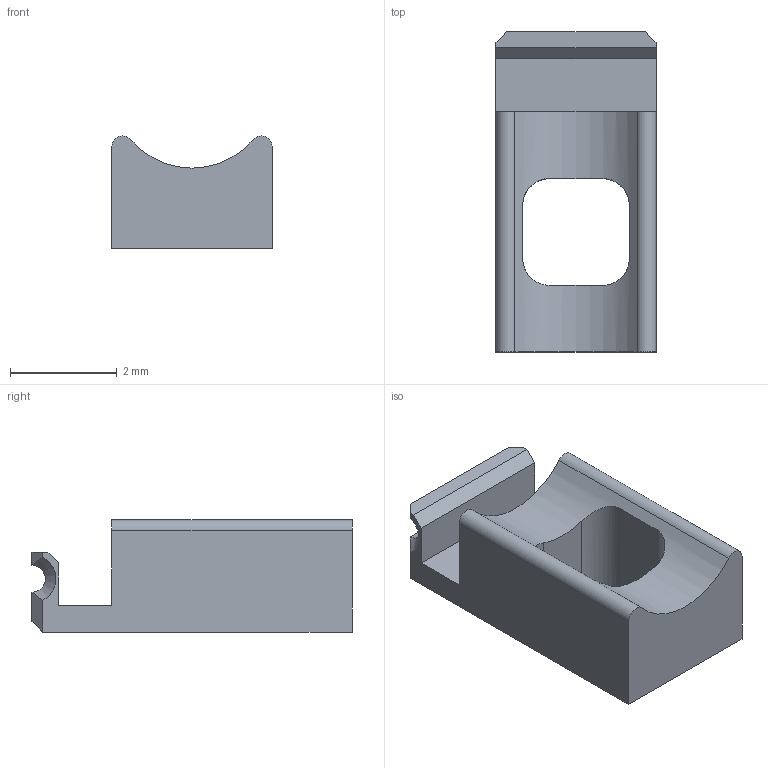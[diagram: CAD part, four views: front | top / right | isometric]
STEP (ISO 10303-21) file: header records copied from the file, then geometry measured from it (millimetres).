
FILE_DESCRIPTION(/* description */ (''),/* implementation_level */ '2;1');
FILE_NAME(/* name */ 'antenna-release-console.stp',/* time_stamp */ '2014-08-21T11:09:09+02:00',/* author */ ('karl'),/* organization */ (''),/* preprocessor_version */ 'ST-DEVELOPER v15.2',/* originating_system */ 'Autodesk Inventor 2014',/* authorisation */ '');
FILE_SCHEMA (('AUTOMOTIVE_DESIGN { 1 0 10303 214 3 1 1 }'));
Length unit declared in the file: millimetre
Products named in the file (1): antenna-release-console
Bounding box: 3 x 6 x 2.1 mm (x, y, z)
Volume: 20.9 mm3; surface area: 78.7 mm2
Topology: 1 solids, 1 shells, 30 faces, 78 edges, 50 vertices
Faces by surface type: plane 20, cylinder 8, cone 2
Entity records: 967 total; most frequent: CARTESIAN_POINT 207, ORIENTED_EDGE 156, DIRECTION 148, EDGE_CURVE 78, LINE 54, VECTOR 54, VERTEX_POINT 50, AXIS2_PLACEMENT_3D 47
